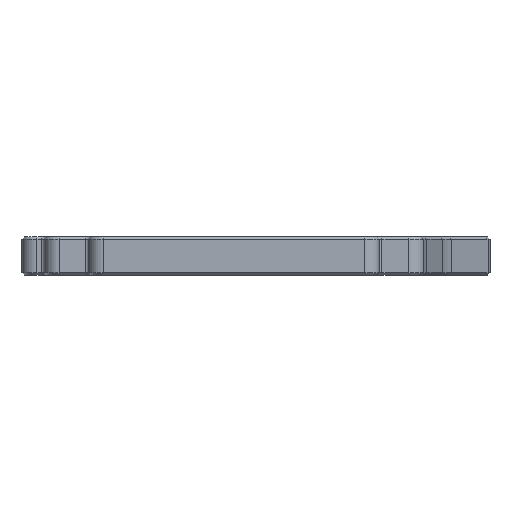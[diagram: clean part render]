
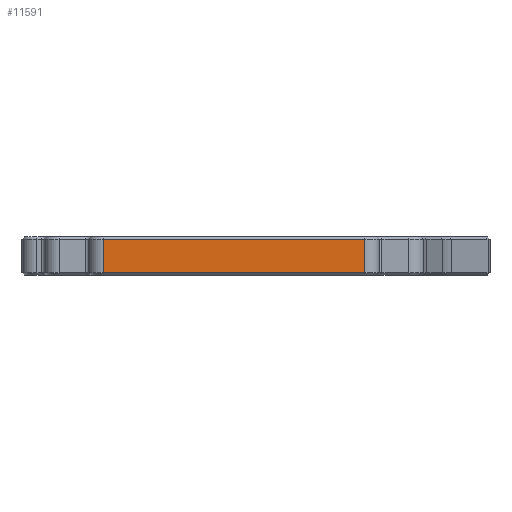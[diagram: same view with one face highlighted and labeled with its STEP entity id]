
A CAD part, left-side view. The second image highlights one B-rep face of the part: STEP entity #11591.
In plain terms, the highlighted planar face has unit normal (-1, 0, 0).
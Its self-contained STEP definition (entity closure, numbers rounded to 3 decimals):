
#5748 = VERTEX_POINT('',#5749);
#5749 = CARTESIAN_POINT('',(-40.7,66.,0.6));
#5773 = VERTEX_POINT('',#5774);
#5774 = CARTESIAN_POINT('',(-40.7,10.,0.6));
#5780 = EDGE_CURVE('',#5773,#5748,#5781,.T.);
#5781 = LINE('',#5782,#5783);
#5782 = CARTESIAN_POINT('',(-40.7,10.,0.6));
#5783 = VECTOR('',#5784,1.);
#5784 = DIRECTION('',(0.,1.,0.));
#11570 = EDGE_CURVE('',#5748,#11571,#11573,.T.);
#11571 = VERTEX_POINT('',#11572);
#11572 = CARTESIAN_POINT('',(-40.7,66.,7.7));
#11573 = LINE('',#11574,#11575);
#11574 = CARTESIAN_POINT('',(-40.7,66.,0.));
#11575 = VECTOR('',#11576,1.);
#11576 = DIRECTION('',(0.,0.,1.));
#11591 = ADVANCED_FACE('',(#11592),#11610,.F.);
#11592 = FACE_BOUND('',#11593,.F.);
#11593 = EDGE_LOOP('',(#11594,#11602,#11603,#11604));
#11594 = ORIENTED_EDGE('',*,*,#11595,.F.);
#11595 = EDGE_CURVE('',#5773,#11596,#11598,.T.);
#11596 = VERTEX_POINT('',#11597);
#11597 = CARTESIAN_POINT('',(-40.7,10.,7.7));
#11598 = LINE('',#11599,#11600);
#11599 = CARTESIAN_POINT('',(-40.7,10.,0.));
#11600 = VECTOR('',#11601,1.);
#11601 = DIRECTION('',(0.,0.,1.));
#11602 = ORIENTED_EDGE('',*,*,#5780,.T.);
#11603 = ORIENTED_EDGE('',*,*,#11570,.T.);
#11604 = ORIENTED_EDGE('',*,*,#11605,.F.);
#11605 = EDGE_CURVE('',#11596,#11571,#11606,.T.);
#11606 = LINE('',#11607,#11608);
#11607 = CARTESIAN_POINT('',(-40.7,10.,7.7));
#11608 = VECTOR('',#11609,1.);
#11609 = DIRECTION('',(0.,1.,0.));
#11610 = PLANE('',#11611);
#11611 = AXIS2_PLACEMENT_3D('',#11612,#11613,#11614);
#11612 = CARTESIAN_POINT('',(-40.7,66.,0.));
#11613 = DIRECTION('',(1.,0.,0.));
#11614 = DIRECTION('',(0.,-1.,0.));
